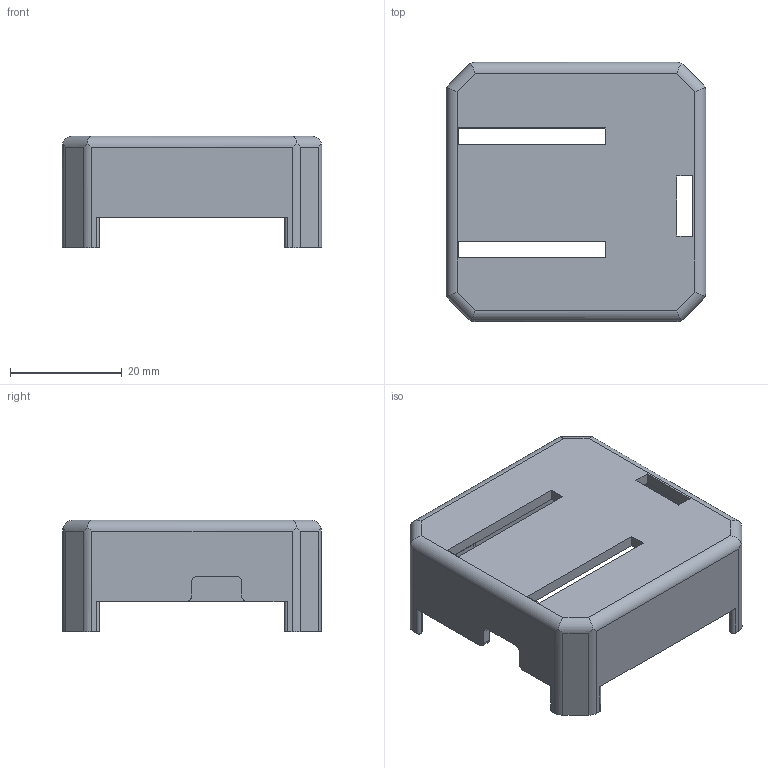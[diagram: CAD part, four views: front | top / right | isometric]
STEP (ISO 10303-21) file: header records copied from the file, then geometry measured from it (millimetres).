
FILE_DESCRIPTION(/* description */ (''),/* implementation_level */ '2;1');
FILE_NAME(/* name */ 'Cover open S v8.step',/* time_stamp */ '2021-03-21T20:29:17+01:00',/* author */ (''),/* organization */ (''),/* preprocessor_version */ 'ST-DEVELOPER v18.1',/* originating_system */ 'Autodesk Translation Framework v9.10.0.1330',/* authorisation */ '');
FILE_SCHEMA (('AUTOMOTIVE_DESIGN { 1 0 10303 214 3 1 1 }'));
Length unit declared in the file: millimetre
Products named in the file (2): Cover open S; Open
Assembly tree (1 placements, depth 2):
  Cover open S
    Open
Bounding box: 46.49 x 46.34 x 20 mm (x, y, z)
Volume: 8603.4 mm3; surface area: 8924.2 mm2
Topology: 1 solids, 1 shells, 118 faces, 340 edges, 224 vertices
Faces by surface type: plane 63, cylinder 55
Entity records: 3962 total; most frequent: DIRECTION 692, CARTESIAN_POINT 685, ORIENTED_EDGE 680, EDGE_CURVE 340, AXIS2_PLACEMENT_3D 231, LINE 230, VECTOR 230, VERTEX_POINT 224
